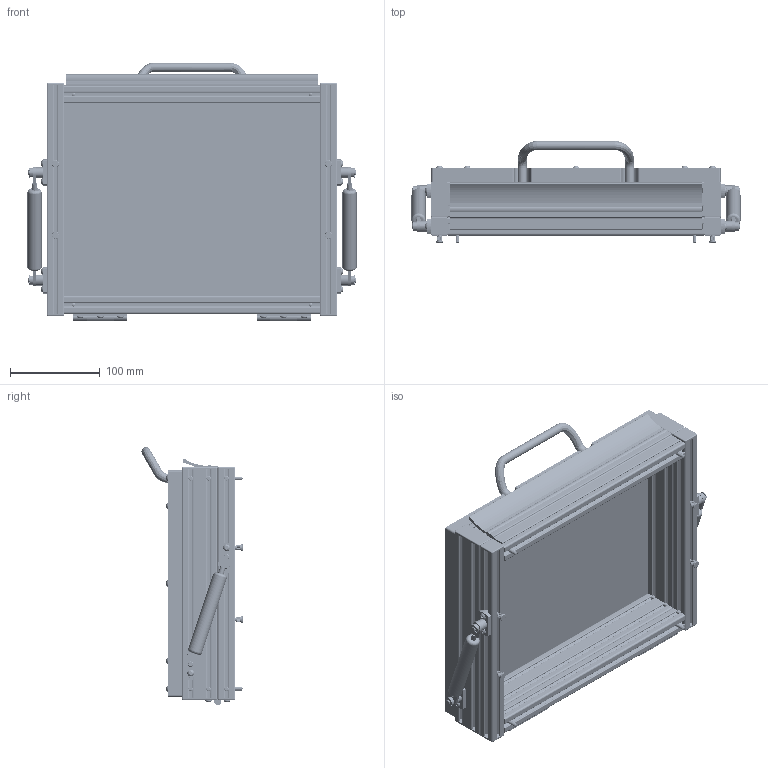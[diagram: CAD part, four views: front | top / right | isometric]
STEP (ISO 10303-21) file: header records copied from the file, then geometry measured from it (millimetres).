
FILE_DESCRIPTION (( 'STEP AP214' ), '1' );
FILE_NAME ('INGUN_32979.STEP', '2024-10-07T13:47:52', ( '' ), ( '' ), 'SwSTEP 2.0', 'SolidWorks 2021', '' );
FILE_SCHEMA (( 'AUTOMOTIVE_DESIGN' ));
Length unit declared in the file: millimetre
Products named in the file (40): 27291~0; Stift_zu_Scharnier_13372~0; 32971~0; Gewindebuchse~n_M04-07,5 geschlossen; 9523~0; 8577~1; DIN912~n_M05,0x040; K_02037~0_Standard ohne Dyn Punkt<Standard>; ISO7380~n_M04,0x020; 32967~1; 35716~2; DIN912~n_M04,0x020; 32973~1; ISO7380~n_M04,0x010; 32972~0; DIN125~n_04,3 M04,0; DIN6325~n_04,0m6x030; Scharnier~0_Teil1; 25285~2; DIN6325~n_04,0m6x020; Scharnier~0_Teil2; 3381~0; 9289-1~0; 9289~0; ISO7380~n_M04,0x008; DIN_6799_-_A2~n_d 5; INGUN_32979; 9289-2~0; 32974~0; 31254~0_S; 3376~0; 13373~0; K_02038~0; 13372~1; 2497~0; 32970~0; ASR~asr_拱06,2x03x拌10; 12849~0; 32975~2_S
Assembly tree (136 placements, depth 5):
  INGUN_32979
    32967~1
      12849~0  x2
        13372~1
          Scharnier~0_Teil1
          Scharnier~0_Teil2
          Stift_zu_Scharnier_13372~0
        DIN125~n_04,3 M04,0
        ISO7380~n_M04,0x008
        13373~0
      8577~1
      25285~2  x4
      3381~0  x8
      32970~0  x2
      32971~0
      32972~0
      32973~1  x2
      32974~0  x2
      31254~0_S  x3
      32975~2_S
        35716~2
      DIN_6799_-_A2~n_d 5  x4
      2497~0
        K_02037~0_Standard ohne Dyn Punkt<Standard>
        K_02038~0
      2497~0
        K_02037~0_Standard ohne Dyn Punkt<Standard>
        K_02038~0
      ASR~asr_拱06,2x03x拌10  x4
      9523~0  x4
      3376~0  x4
      9289~0  x12
        9289-1~0
        9289-2~0
      ISO7380~n_M04,0x010  x8
      DIN912~n_M05,0x040  x2
    27291~0
    3381~0  x12
    ISO7380~n_M04,0x020  x12
    DIN6325~n_04,0m6x030  x2
    DIN912~n_M04,0x020  x4
    DIN6325~n_04,0m6x020  x4
    Gewindebuchse~n_M04-07,5 geschlossen  x4
Bounding box: 367.6 x 113 x 288.1 mm (x, y, z)
Volume: 1951063.4 mm3; surface area: 833678.4 mm2
Topology: 160 solids, 160 shells, 5882 faces, 15008 edges, 9566 vertices
Faces by surface type: plane 3171, cylinder 2185, cone 216, torus 146, bspline 100, sphere 64
Entity records: 56788 total; most frequent: CARTESIAN_POINT 14809, DIRECTION 8611, ORIENTED_EDGE 8258, EDGE_CURVE 4129, AXIS2_PLACEMENT_3D 3139, VERTEX_POINT 2687, LINE 2333, VECTOR 2333
